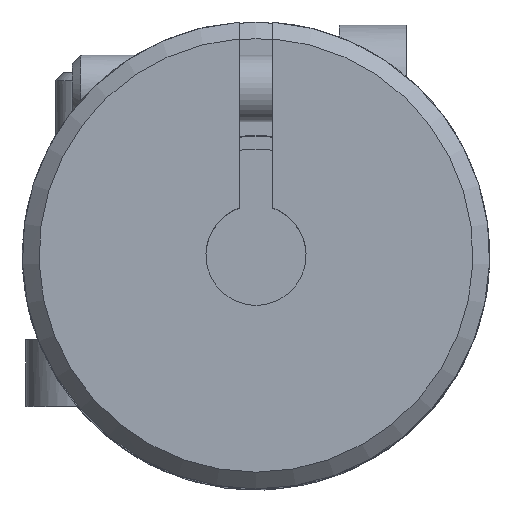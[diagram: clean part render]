
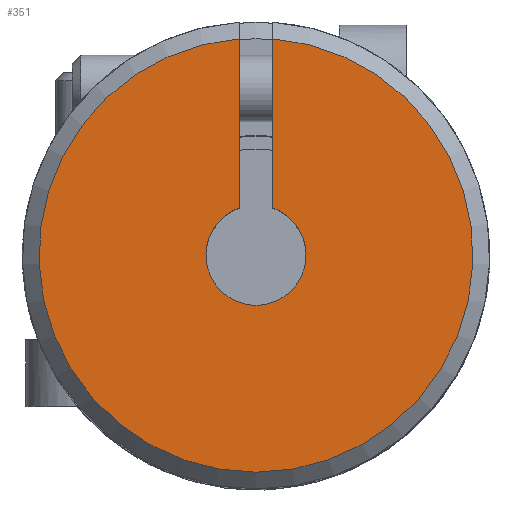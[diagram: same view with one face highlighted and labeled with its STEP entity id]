
A CAD part, top view. The second image highlights one B-rep face of the part: STEP entity #351.
In plain terms, the highlighted face is planar.
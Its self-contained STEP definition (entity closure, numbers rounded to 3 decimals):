
#351 = ADVANCED_FACE( '', ( #735 ), #736, .F. );
#735 = FACE_OUTER_BOUND( '', #1167, .T. );
#736 = PLANE( '', #1168 );
#1167 = EDGE_LOOP( '', ( #1984, #1985, #1986, #1987 ) );
#1168 = AXIS2_PLACEMENT_3D( '', #1988, #1989, #1990 );
#1984 = ORIENTED_EDGE( '', *, *, #2850, .T. );
#1985 = ORIENTED_EDGE( '', *, *, #2573, .T. );
#1986 = ORIENTED_EDGE( '', *, *, #2851, .T. );
#1987 = ORIENTED_EDGE( '', *, *, #2852, .F. );
#1988 = CARTESIAN_POINT( '', ( 0., 0., 0. ) );
#1989 = DIRECTION( '', ( 1., 0., 0. ) );
#1990 = DIRECTION( '', ( 0., 0., -1. ) );
#2573 = EDGE_CURVE( '', #3058, #3059, #3060, .T. );
#2850 = EDGE_CURVE( '', #3501, #3058, #3502, .T. );
#2851 = EDGE_CURVE( '', #3059, #3503, #3504, .T. );
#2852 = EDGE_CURVE( '', #3501, #3503, #3505, .T. );
#3058 = VERTEX_POINT( '', #3784 );
#3059 = VERTEX_POINT( '', #3785 );
#3060 = CIRCLE( '', #3786, 1.5 );
#3501 = VERTEX_POINT( '', #4497 );
#3502 = LINE( '', #4498, #4499 );
#3503 = VERTEX_POINT( '', #4500 );
#3504 = LINE( '', #4501, #4502 );
#3505 = CIRCLE( '', #4503, 6.5 );
#3784 = CARTESIAN_POINT( '', ( 0., 1.414, 0.5 ) );
#3785 = CARTESIAN_POINT( '', ( 0., 1.414, -0.5 ) );
#3786 = AXIS2_PLACEMENT_3D( '', #4811, #4812, #4813 );
#4497 = CARTESIAN_POINT( '', ( 0., 6.481, 0.5 ) );
#4498 = CARTESIAN_POINT( '', ( 0., 7.984, 0.5 ) );
#4499 = VECTOR( '', #5202, 1000. );
#4500 = CARTESIAN_POINT( '', ( 0., 6.481, -0.5 ) );
#4501 = CARTESIAN_POINT( '', ( 0., 1.414, -0.5 ) );
#4502 = VECTOR( '', #5203, 1000. );
#4503 = AXIS2_PLACEMENT_3D( '', #5204, #5205, #5206 );
#4811 = CARTESIAN_POINT( '', ( 0., 0., 0. ) );
#4812 = DIRECTION( '', ( 1., 0., 0. ) );
#4813 = DIRECTION( '', ( 0., 0., -1. ) );
#5202 = DIRECTION( '', ( 0., -1., 0. ) );
#5203 = DIRECTION( '', ( 0., 1., 0. ) );
#5204 = CARTESIAN_POINT( '', ( 0., 0., 0. ) );
#5205 = DIRECTION( '', ( 1., 0., 0. ) );
#5206 = DIRECTION( '', ( 0., 0., -1. ) );
